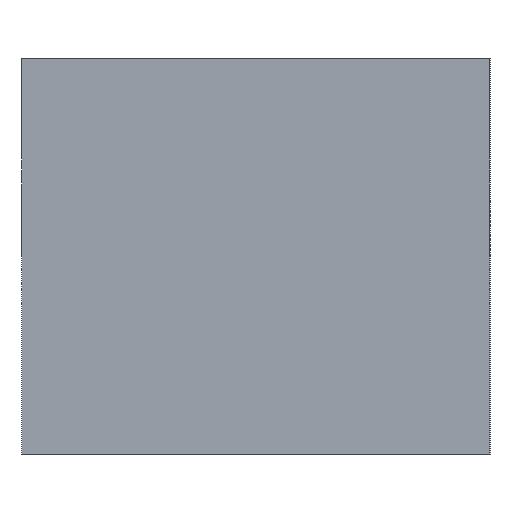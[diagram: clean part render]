
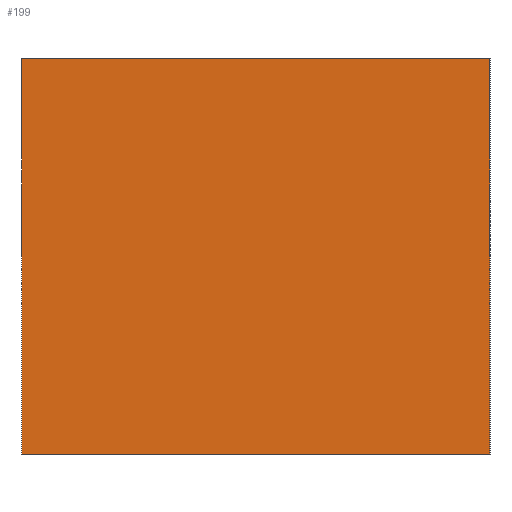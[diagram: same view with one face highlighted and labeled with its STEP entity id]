
A CAD part, left-side view. The second image highlights one B-rep face of the part: STEP entity #199.
In plain terms, the highlighted planar face has unit normal (-1, 0, 0).
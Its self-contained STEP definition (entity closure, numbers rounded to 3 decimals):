
#95 = DIRECTION ( 'NONE',  ( 0., 0., 1. ) ) ;
#100 = DIRECTION ( 'NONE',  ( 0., 0., -1. ) ) ;
#152 = LINE ( 'NONE', #1411, #1555 ) ;
#199 = ADVANCED_FACE ( 'NONE', ( #583 ), #850, .T. ) ;
#290 = DIRECTION ( 'NONE',  ( -1., 0., 0. ) ) ;
#351 = AXIS2_PLACEMENT_3D ( 'NONE', #2111, #290, #95 ) ;
#433 = CARTESIAN_POINT ( 'NONE',  ( -2., 20., 22. ) ) ;
#460 = CARTESIAN_POINT ( 'NONE',  ( -2., -6., 22. ) ) ;
#536 = VERTEX_POINT ( 'NONE', #433 ) ;
#583 = FACE_OUTER_BOUND ( 'NONE', #1244, .T. ) ;
#634 = VECTOR ( 'NONE', #948, 1000. ) ;
#687 = EDGE_CURVE ( 'NONE', #1907, #1684, #1557, .T. ) ;
#721 = ORIENTED_EDGE ( 'NONE', *, *, #687, .F. ) ;
#752 = EDGE_CURVE ( 'NONE', #536, #2281, #152, .T. ) ;
#850 = PLANE ( 'NONE',  #351 ) ;
#932 = CARTESIAN_POINT ( 'NONE',  ( -2., -6., 0. ) ) ;
#948 = DIRECTION ( 'NONE',  ( 0., 1., 0. ) ) ;
#1066 = VECTOR ( 'NONE', #100, 1000. ) ;
#1244 = EDGE_LOOP ( 'NONE', ( #1851, #721, #1406, #1653 ) ) ;
#1384 = CARTESIAN_POINT ( 'NONE',  ( -2., -6., 22. ) ) ;
#1406 = ORIENTED_EDGE ( 'NONE', *, *, #1497, .T. ) ;
#1411 = CARTESIAN_POINT ( 'NONE',  ( -2., 20., 0. ) ) ;
#1497 = EDGE_CURVE ( 'NONE', #1907, #536, #2224, .T. ) ;
#1506 = DIRECTION ( 'NONE',  ( 0., -1., 0. ) ) ;
#1555 = VECTOR ( 'NONE', #1965, 1000. ) ;
#1557 = LINE ( 'NONE', #1384, #1066 ) ;
#1611 = LINE ( 'NONE', #2208, #1895 ) ;
#1620 = EDGE_CURVE ( 'NONE', #2281, #1684, #1611, .T. ) ;
#1653 = ORIENTED_EDGE ( 'NONE', *, *, #752, .T. ) ;
#1684 = VERTEX_POINT ( 'NONE', #932 ) ;
#1851 = ORIENTED_EDGE ( 'NONE', *, *, #1620, .T. ) ;
#1895 = VECTOR ( 'NONE', #1506, 1000. ) ;
#1907 = VERTEX_POINT ( 'NONE', #460 ) ;
#1965 = DIRECTION ( 'NONE',  ( 0., 0., -1. ) ) ;
#2029 = CARTESIAN_POINT ( 'NONE',  ( -2., 20., 22. ) ) ;
#2111 = CARTESIAN_POINT ( 'NONE',  ( -2., 0., 0. ) ) ;
#2208 = CARTESIAN_POINT ( 'NONE',  ( -2., 20., 0. ) ) ;
#2224 = LINE ( 'NONE', #2029, #634 ) ;
#2267 = CARTESIAN_POINT ( 'NONE',  ( -2., 20., 0. ) ) ;
#2281 = VERTEX_POINT ( 'NONE', #2267 ) ;
